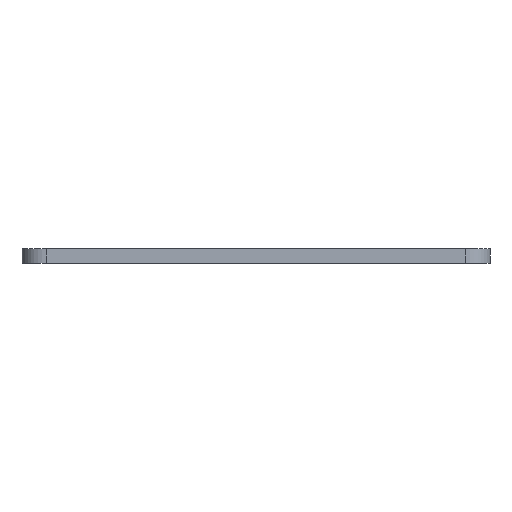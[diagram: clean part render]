
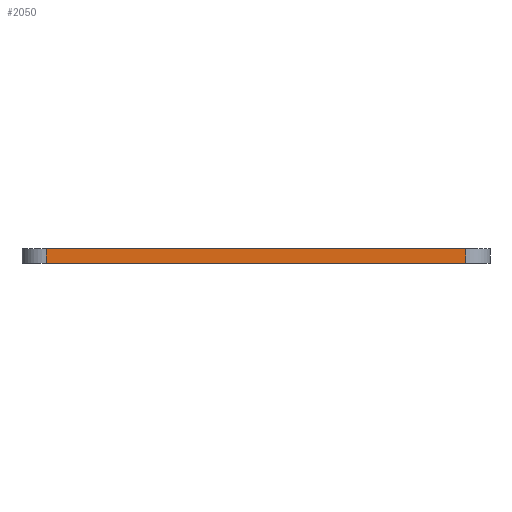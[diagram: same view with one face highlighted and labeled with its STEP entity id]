
A CAD part, front view. The second image highlights one B-rep face of the part: STEP entity #2050.
In plain terms, the highlighted planar face has unit normal (0, -1, 0).
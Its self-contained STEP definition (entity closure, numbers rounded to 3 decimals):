
#72 = PLANE('',#73);
#73 = AXIS2_PLACEMENT_3D('',#74,#75,#76);
#74 = CARTESIAN_POINT('',(1.697,0.,7.01));
#75 = DIRECTION('',(0.,0.,1.));
#76 = DIRECTION('',(1.,0.,0.));
#126 = PLANE('',#127);
#127 = AXIS2_PLACEMENT_3D('',#128,#129,#130);
#128 = CARTESIAN_POINT('',(1.697,0.,0.01));
#129 = DIRECTION('',(0.,0.,1.));
#130 = DIRECTION('',(1.,0.,0.));
#789 = VERTEX_POINT('',#790);
#790 = CARTESIAN_POINT('',(-102.,-63.,0.01));
#805 = CYLINDRICAL_SURFACE('',#806,12.);
#806 = AXIS2_PLACEMENT_3D('',#807,#808,#809);
#807 = CARTESIAN_POINT('',(-102.,-51.,0.01));
#808 = DIRECTION('',(-0.,-0.,-1.));
#809 = DIRECTION('',(1.,0.,0.));
#817 = EDGE_CURVE('',#818,#789,#820,.T.);
#818 = VERTEX_POINT('',#819);
#819 = CARTESIAN_POINT('',(106.,-63.,0.01));
#820 = SURFACE_CURVE('',#821,(#825,#832),.PCURVE_S1.);
#821 = LINE('',#822,#823);
#822 = CARTESIAN_POINT('',(106.,-63.,0.01));
#823 = VECTOR('',#824,1.);
#824 = DIRECTION('',(-1.,0.,0.));
#825 = PCURVE('',#126,#826);
#826 = DEFINITIONAL_REPRESENTATION('',(#827),#831);
#827 = LINE('',#828,#829);
#828 = CARTESIAN_POINT('',(104.303,-63.));
#829 = VECTOR('',#830,1.);
#830 = DIRECTION('',(-1.,0.));
#831 = ( GEOMETRIC_REPRESENTATION_CONTEXT(2) 
PARAMETRIC_REPRESENTATION_CONTEXT() REPRESENTATION_CONTEXT('2D SPACE',''
  ) );
#832 = PCURVE('',#833,#838);
#833 = PLANE('',#834);
#834 = AXIS2_PLACEMENT_3D('',#835,#836,#837);
#835 = CARTESIAN_POINT('',(106.,-63.,0.01));
#836 = DIRECTION('',(0.,-1.,0.));
#837 = DIRECTION('',(-1.,0.,0.));
#838 = DEFINITIONAL_REPRESENTATION('',(#839),#843);
#839 = LINE('',#840,#841);
#840 = CARTESIAN_POINT('',(0.,-0.));
#841 = VECTOR('',#842,1.);
#842 = DIRECTION('',(1.,0.));
#843 = ( GEOMETRIC_REPRESENTATION_CONTEXT(2) 
PARAMETRIC_REPRESENTATION_CONTEXT() REPRESENTATION_CONTEXT('2D SPACE',''
  ) );
#862 = CYLINDRICAL_SURFACE('',#863,12.);
#863 = AXIS2_PLACEMENT_3D('',#864,#865,#866);
#864 = CARTESIAN_POINT('',(106.,-51.,0.01));
#865 = DIRECTION('',(-0.,-0.,-1.));
#866 = DIRECTION('',(1.,0.,0.));
#1272 = VERTEX_POINT('',#1273);
#1273 = CARTESIAN_POINT('',(-102.,-63.,7.01));
#1295 = EDGE_CURVE('',#1296,#1272,#1298,.T.);
#1296 = VERTEX_POINT('',#1297);
#1297 = CARTESIAN_POINT('',(106.,-63.,7.01));
#1298 = SURFACE_CURVE('',#1299,(#1303,#1310),.PCURVE_S1.);
#1299 = LINE('',#1300,#1301);
#1300 = CARTESIAN_POINT('',(106.,-63.,7.01));
#1301 = VECTOR('',#1302,1.);
#1302 = DIRECTION('',(-1.,0.,0.));
#1303 = PCURVE('',#72,#1304);
#1304 = DEFINITIONAL_REPRESENTATION('',(#1305),#1309);
#1305 = LINE('',#1306,#1307);
#1306 = CARTESIAN_POINT('',(104.303,-63.));
#1307 = VECTOR('',#1308,1.);
#1308 = DIRECTION('',(-1.,0.));
#1309 = ( GEOMETRIC_REPRESENTATION_CONTEXT(2) 
PARAMETRIC_REPRESENTATION_CONTEXT() REPRESENTATION_CONTEXT('2D SPACE',''
  ) );
#1310 = PCURVE('',#833,#1311);
#1311 = DEFINITIONAL_REPRESENTATION('',(#1312),#1316);
#1312 = LINE('',#1313,#1314);
#1313 = CARTESIAN_POINT('',(0.,-7.));
#1314 = VECTOR('',#1315,1.);
#1315 = DIRECTION('',(1.,0.));
#1316 = ( GEOMETRIC_REPRESENTATION_CONTEXT(2) 
PARAMETRIC_REPRESENTATION_CONTEXT() REPRESENTATION_CONTEXT('2D SPACE',''
  ) );
#1978 = EDGE_CURVE('',#818,#1296,#1979,.T.);
#1979 = SURFACE_CURVE('',#1980,(#1984,#1991),.PCURVE_S1.);
#1980 = LINE('',#1981,#1982);
#1981 = CARTESIAN_POINT('',(106.,-63.,0.01));
#1982 = VECTOR('',#1983,1.);
#1983 = DIRECTION('',(0.,0.,1.));
#1984 = PCURVE('',#862,#1985);
#1985 = DEFINITIONAL_REPRESENTATION('',(#1986),#1990);
#1986 = LINE('',#1987,#1988);
#1987 = CARTESIAN_POINT('',(-4.712,0.));
#1988 = VECTOR('',#1989,1.);
#1989 = DIRECTION('',(-0.,-1.));
#1990 = ( GEOMETRIC_REPRESENTATION_CONTEXT(2) 
PARAMETRIC_REPRESENTATION_CONTEXT() REPRESENTATION_CONTEXT('2D SPACE',''
  ) );
#1991 = PCURVE('',#833,#1992);
#1992 = DEFINITIONAL_REPRESENTATION('',(#1993),#1997);
#1993 = LINE('',#1994,#1995);
#1994 = CARTESIAN_POINT('',(0.,-0.));
#1995 = VECTOR('',#1996,1.);
#1996 = DIRECTION('',(0.,-1.));
#1997 = ( GEOMETRIC_REPRESENTATION_CONTEXT(2) 
PARAMETRIC_REPRESENTATION_CONTEXT() REPRESENTATION_CONTEXT('2D SPACE',''
  ) );
#2050 = ADVANCED_FACE('',(#2051),#833,.T.);
#2051 = FACE_BOUND('',#2052,.T.);
#2052 = EDGE_LOOP('',(#2053,#2054,#2055,#2076));
#2053 = ORIENTED_EDGE('',*,*,#1978,.T.);
#2054 = ORIENTED_EDGE('',*,*,#1295,.T.);
#2055 = ORIENTED_EDGE('',*,*,#2056,.F.);
#2056 = EDGE_CURVE('',#789,#1272,#2057,.T.);
#2057 = SURFACE_CURVE('',#2058,(#2062,#2069),.PCURVE_S1.);
#2058 = LINE('',#2059,#2060);
#2059 = CARTESIAN_POINT('',(-102.,-63.,0.01));
#2060 = VECTOR('',#2061,1.);
#2061 = DIRECTION('',(0.,0.,1.));
#2062 = PCURVE('',#833,#2063);
#2063 = DEFINITIONAL_REPRESENTATION('',(#2064),#2068);
#2064 = LINE('',#2065,#2066);
#2065 = CARTESIAN_POINT('',(208.,0.));
#2066 = VECTOR('',#2067,1.);
#2067 = DIRECTION('',(0.,-1.));
#2068 = ( GEOMETRIC_REPRESENTATION_CONTEXT(2) 
PARAMETRIC_REPRESENTATION_CONTEXT() REPRESENTATION_CONTEXT('2D SPACE',''
  ) );
#2069 = PCURVE('',#805,#2070);
#2070 = DEFINITIONAL_REPRESENTATION('',(#2071),#2075);
#2071 = LINE('',#2072,#2073);
#2072 = CARTESIAN_POINT('',(-4.712,0.));
#2073 = VECTOR('',#2074,1.);
#2074 = DIRECTION('',(-0.,-1.));
#2075 = ( GEOMETRIC_REPRESENTATION_CONTEXT(2) 
PARAMETRIC_REPRESENTATION_CONTEXT() REPRESENTATION_CONTEXT('2D SPACE',''
  ) );
#2076 = ORIENTED_EDGE('',*,*,#817,.F.);
